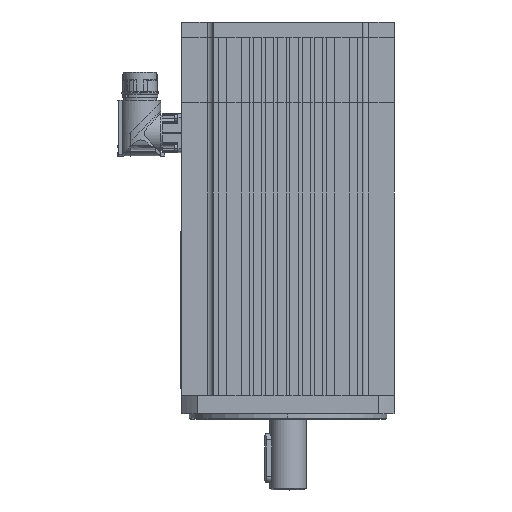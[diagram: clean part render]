
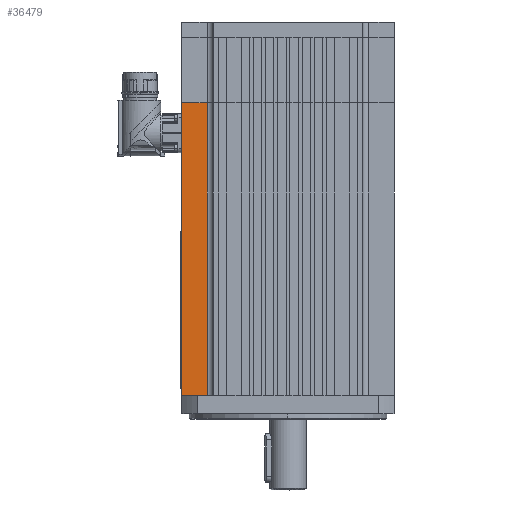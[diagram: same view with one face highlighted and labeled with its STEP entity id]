
A CAD part, left-side view. The second image highlights one B-rep face of the part: STEP entity #36479.
In plain terms, the highlighted face is planar.
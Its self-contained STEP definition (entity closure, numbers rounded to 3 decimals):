
#29673=CARTESIAN_POINT('',(-49.3,70.,193.0));
#29674=VERTEX_POINT('',#29673);
#29697=CARTESIAN_POINT('',(-49.3,53.3,193.0));
#29698=VERTEX_POINT('',#29697);
#29699=CARTESIAN_POINT('',(-49.3,53.3,193.0));
#29700=DIRECTION('',(0.0,1.0,0.0));
#29701=VECTOR('',#29700,16.7);
#29702=LINE('',#29699,#29701);
#29703=EDGE_CURVE('',#29698,#29674,#29702,.T.);
#33761=CARTESIAN_POINT('',(-49.3,70.,0.0));
#33762=VERTEX_POINT('',#33761);
#33763=CARTESIAN_POINT('',(-49.3,53.3,0.0));
#33764=VERTEX_POINT('',#33763);
#33765=CARTESIAN_POINT('',(-49.3,70.,0.0));
#33766=DIRECTION('',(0.0,-1.0,0.0));
#33767=VECTOR('',#33766,16.7);
#33768=LINE('',#33765,#33767);
#33769=EDGE_CURVE('',#33762,#33764,#33768,.T.);
#36452=CARTESIAN_POINT('',(-49.3,53.3,0.0));
#36453=DIRECTION('',(0.0,0.0,1.0));
#36454=VECTOR('',#36453,193.0);
#36455=LINE('',#36452,#36454);
#36456=EDGE_CURVE('',#33764,#29698,#36455,.T.);
#36463=CARTESIAN_POINT('',(-49.3,53.3,0.0));
#36464=DIRECTION('',(-1.0,0.0,0.0));
#36465=DIRECTION('',(0.0,0.0,1.0));
#36466=AXIS2_PLACEMENT_3D('',#36463,#36464,#36465);
#36467=PLANE('',#36466);
#36468=ORIENTED_EDGE('',*,*,#29703,.T.);
#36469=CARTESIAN_POINT('',(-49.3,70.,0.0));
#36470=DIRECTION('',(0.0,0.0,1.0));
#36471=VECTOR('',#36470,193.0);
#36472=LINE('',#36469,#36471);
#36473=EDGE_CURVE('',#33762,#29674,#36472,.T.);
#36474=ORIENTED_EDGE('',*,*,#36473,.F.);
#36475=ORIENTED_EDGE('',*,*,#33769,.T.);
#36476=ORIENTED_EDGE('',*,*,#36456,.T.);
#36477=EDGE_LOOP('',(#36468,#36474,#36475,#36476));
#36478=FACE_OUTER_BOUND('',#36477,.T.);
#36479=ADVANCED_FACE('',(#36478),#36467,.T.);
